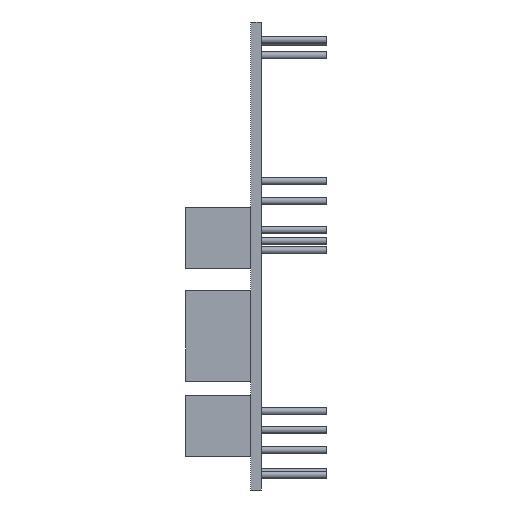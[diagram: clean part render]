
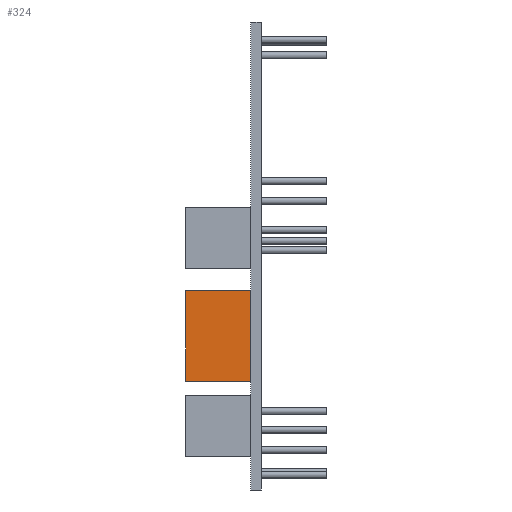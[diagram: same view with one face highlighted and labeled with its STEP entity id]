
A CAD part, left-side view. The second image highlights one B-rep face of the part: STEP entity #324.
In plain terms, the highlighted planar face has unit normal (-1, 0, 0).
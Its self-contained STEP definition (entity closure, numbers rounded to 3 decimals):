
#104 = CARTESIAN_POINT ( 'NONE',  ( -143.559, 5., -16.173 ) ) ;
#176 = EDGE_CURVE ( 'NONE', #857, #1569, #1973, .T. ) ;
#222 = ORIENTED_EDGE ( 'NONE', *, *, #176, .F. ) ;
#254 = EDGE_CURVE ( 'NONE', #564, #1569, #509, .T. ) ;
#324 = ADVANCED_FACE ( 'NONE', ( #1344 ), #496, .F. ) ;
#369 = EDGE_LOOP ( 'NONE', ( #512, #222, #621, #555 ) ) ;
#469 = CARTESIAN_POINT ( 'NONE',  ( -143.559, 35., -16.173 ) ) ;
#472 = CARTESIAN_POINT ( 'NONE',  ( -143.559, 5., -58.025 ) ) ;
#496 = PLANE ( 'NONE',  #921 ) ;
#509 = LINE ( 'NONE', #472, #847 ) ;
#512 = ORIENTED_EDGE ( 'NONE', *, *, #254, .T. ) ;
#555 = ORIENTED_EDGE ( 'NONE', *, *, #782, .T. ) ;
#564 = VERTEX_POINT ( 'NONE', #1269 ) ;
#621 = ORIENTED_EDGE ( 'NONE', *, *, #2125, .F. ) ;
#699 = CARTESIAN_POINT ( 'NONE',  ( -143.559, 35., -16.173 ) ) ;
#718 = VECTOR ( 'NONE', #1653, 1000. ) ;
#782 = EDGE_CURVE ( 'NONE', #1700, #564, #1282, .T. ) ;
#825 = CARTESIAN_POINT ( 'NONE',  ( -143.559, 35., -58.025 ) ) ;
#847 = VECTOR ( 'NONE', #2138, 1000. ) ;
#857 = VERTEX_POINT ( 'NONE', #699 ) ;
#921 = AXIS2_PLACEMENT_3D ( 'NONE', #2166, #1511, #1657 ) ;
#1034 = CARTESIAN_POINT ( 'NONE',  ( -143.559, 35., -58.025 ) ) ;
#1127 = DIRECTION ( 'NONE',  ( 0., -1., 0. ) ) ;
#1269 = CARTESIAN_POINT ( 'NONE',  ( -143.559, 5., -58.025 ) ) ;
#1282 = LINE ( 'NONE', #1309, #718 ) ;
#1309 = CARTESIAN_POINT ( 'NONE',  ( -143.559, 35., -58.025 ) ) ;
#1344 = FACE_OUTER_BOUND ( 'NONE', #369, .T. ) ;
#1498 = VECTOR ( 'NONE', #1722, 1000. ) ;
#1511 = DIRECTION ( 'NONE',  ( 1., 0., 0. ) ) ;
#1569 = VERTEX_POINT ( 'NONE', #104 ) ;
#1653 = DIRECTION ( 'NONE',  ( 0., -1., 0. ) ) ;
#1657 = DIRECTION ( 'NONE',  ( 0., 0., -1. ) ) ;
#1700 = VERTEX_POINT ( 'NONE', #825 ) ;
#1722 = DIRECTION ( 'NONE',  ( 0., 0., 1. ) ) ;
#1888 = LINE ( 'NONE', #1034, #1498 ) ;
#1973 = LINE ( 'NONE', #469, #2005 ) ;
#2005 = VECTOR ( 'NONE', #1127, 1000. ) ;
#2125 = EDGE_CURVE ( 'NONE', #1700, #857, #1888, .T. ) ;
#2138 = DIRECTION ( 'NONE',  ( 0., 0., 1. ) ) ;
#2166 = CARTESIAN_POINT ( 'NONE',  ( -143.559, 35., -58.025 ) ) ;
